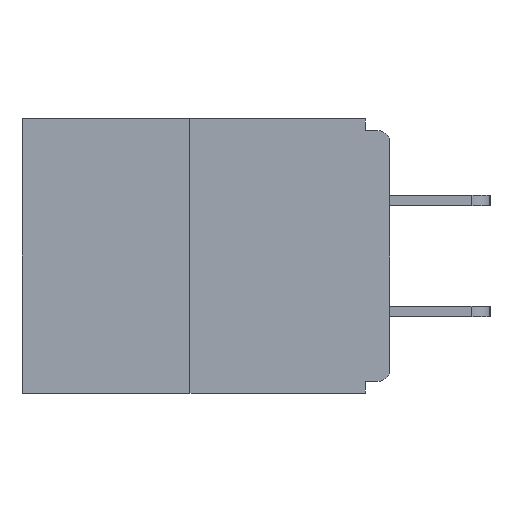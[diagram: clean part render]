
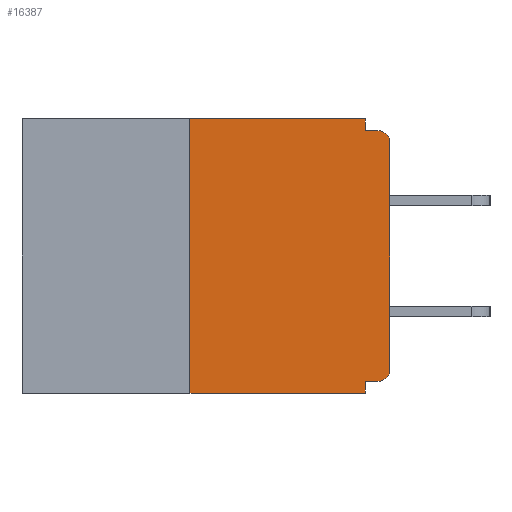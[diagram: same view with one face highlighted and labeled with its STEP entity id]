
A CAD part, left-side view. The second image highlights one B-rep face of the part: STEP entity #16387.
In plain terms, the highlighted planar face has unit normal (-1, 0, 0).
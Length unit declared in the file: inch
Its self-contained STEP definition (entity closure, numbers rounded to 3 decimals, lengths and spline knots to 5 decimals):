
#466 = ORIENTED_EDGE ( 'NONE', *, *, #569, .T. ) ;
#565 = VERTEX_POINT ( 'NONE', #19239 ) ;
#569 = EDGE_CURVE ( 'NONE', #8197, #13572, #17310, .T. ) ;
#664 = CIRCLE ( 'NONE', #7705, 0.015 ) ;
#1038 = VERTEX_POINT ( 'NONE', #8092 ) ;
#1125 = VERTEX_POINT ( 'NONE', #10313 ) ;
#1139 = DIRECTION ( 'NONE',  ( 0., 0., -1. ) ) ;
#1885 = LINE ( 'NONE', #7577, #27123 ) ;
#1932 = DIRECTION ( 'NONE',  ( 0., 0., 1. ) ) ;
#2538 = CARTESIAN_POINT ( 'NONE',  ( 0., 0.031, -0.328 ) ) ;
#3273 = DIRECTION ( 'NONE',  ( 0., -1., 0. ) ) ;
#3355 = PLANE ( 'NONE',  #5546 ) ;
#3698 = VERTEX_POINT ( 'NONE', #25946 ) ;
#3745 = CARTESIAN_POINT ( 'NONE',  ( 0., 0.46, 0. ) ) ;
#3859 = DIRECTION ( 'NONE',  ( 0., 0., -1. ) ) ;
#5546 = AXIS2_PLACEMENT_3D ( 'NONE', #3745, #21293, #10266 ) ;
#5705 = LINE ( 'NONE', #16305, #21528 ) ;
#5954 = DIRECTION ( 'NONE',  ( 0., -1., 0. ) ) ;
#5971 = CARTESIAN_POINT ( 'NONE',  ( 0., 0.031, 0. ) ) ;
#6060 = CARTESIAN_POINT ( 'NONE',  ( 0., 0.031, -0.343 ) ) ;
#6307 = CARTESIAN_POINT ( 'NONE',  ( 0., 0., 0. ) ) ;
#6688 = VECTOR ( 'NONE', #5954, 39.37008 ) ;
#7354 = VERTEX_POINT ( 'NONE', #7997 ) ;
#7577 = CARTESIAN_POINT ( 'NONE',  ( 0., 0.46, 0. ) ) ;
#7705 = AXIS2_PLACEMENT_3D ( 'NONE', #23247, #23452, #10144 ) ;
#7997 = CARTESIAN_POINT ( 'NONE',  ( 0., 0.031, -0.015 ) ) ;
#8092 = CARTESIAN_POINT ( 'NONE',  ( 0., 0.031, -0.343 ) ) ;
#8120 = CARTESIAN_POINT ( 'NONE',  ( 0., 0.25, 0. ) ) ;
#8197 = VERTEX_POINT ( 'NONE', #27870 ) ;
#8485 = VERTEX_POINT ( 'NONE', #5971 ) ;
#9265 = EDGE_CURVE ( 'NONE', #3698, #15454, #5705, .T. ) ;
#9552 = ORIENTED_EDGE ( 'NONE', *, *, #9265, .F. ) ;
#9853 = DIRECTION ( 'NONE',  ( -1., 0., 0. ) ) ;
#9873 = ORIENTED_EDGE ( 'NONE', *, *, #23130, .T. ) ;
#10144 = DIRECTION ( 'NONE',  ( 0., 0., -1. ) ) ;
#10266 = DIRECTION ( 'NONE',  ( 0., 0., -1. ) ) ;
#10313 = CARTESIAN_POINT ( 'NONE',  ( 0., 0.25, 0. ) ) ;
#10633 = EDGE_CURVE ( 'NONE', #7354, #565, #12838, .T. ) ;
#10690 = DIRECTION ( 'NONE',  ( 0., 0., -1. ) ) ;
#10748 = VECTOR ( 'NONE', #1932, 39.37008 ) ;
#11355 = DIRECTION ( 'NONE',  ( 0., -1., 0. ) ) ;
#11924 = EDGE_CURVE ( 'NONE', #8485, #7354, #28112, .T. ) ;
#12047 = VECTOR ( 'NONE', #10690, 39.37008 ) ;
#12698 = ORIENTED_EDGE ( 'NONE', *, *, #11924, .F. ) ;
#12750 = LINE ( 'NONE', #6060, #20958 ) ;
#12838 = LINE ( 'NONE', #18034, #14912 ) ;
#13572 = VERTEX_POINT ( 'NONE', #23559 ) ;
#14097 = AXIS2_PLACEMENT_3D ( 'NONE', #18549, #9853, #1139 ) ;
#14705 = CIRCLE ( 'NONE', #14097, 0.015 ) ;
#14912 = VECTOR ( 'NONE', #11355, 39.37008 ) ;
#15454 = VERTEX_POINT ( 'NONE', #2538 ) ;
#15648 = EDGE_CURVE ( 'NONE', #1125, #8485, #1885, .T. ) ;
#16305 = CARTESIAN_POINT ( 'NONE',  ( 0., 0., -0.328 ) ) ;
#16387 = ADVANCED_FACE ( 'NONE', ( #24443 ), #3355, .F. ) ;
#16753 = ORIENTED_EDGE ( 'NONE', *, *, #17182, .F. ) ;
#17182 = EDGE_CURVE ( 'NONE', #21624, #1125, #22392, .T. ) ;
#17266 = ORIENTED_EDGE ( 'NONE', *, *, #17977, .T. ) ;
#17289 = CARTESIAN_POINT ( 'NONE',  ( 0., 0.031, 0. ) ) ;
#17310 = LINE ( 'NONE', #6307, #23807 ) ;
#17977 = EDGE_CURVE ( 'NONE', #21624, #1038, #19701, .T. ) ;
#18034 = CARTESIAN_POINT ( 'NONE',  ( 0., 0., -0.015 ) ) ;
#18549 = CARTESIAN_POINT ( 'NONE',  ( 0., 0.015, -0.03 ) ) ;
#19239 = CARTESIAN_POINT ( 'NONE',  ( 0., 0.015, -0.015 ) ) ;
#19701 = LINE ( 'NONE', #23375, #6688 ) ;
#19725 = EDGE_CURVE ( 'NONE', #15454, #1038, #12750, .T. ) ;
#19748 = ORIENTED_EDGE ( 'NONE', *, *, #10633, .F. ) ;
#19994 = ORIENTED_EDGE ( 'NONE', *, *, #19725, .F. ) ;
#20667 = ORIENTED_EDGE ( 'NONE', *, *, #15648, .F. ) ;
#20958 = VECTOR ( 'NONE', #3859, 39.37008 ) ;
#21293 = DIRECTION ( 'NONE',  ( 1., 0., 0. ) ) ;
#21528 = VECTOR ( 'NONE', #27055, 39.37008 ) ;
#21624 = VERTEX_POINT ( 'NONE', #27512 ) ;
#22392 = LINE ( 'NONE', #8120, #10748 ) ;
#23024 = EDGE_CURVE ( 'NONE', #13572, #565, #14705, .T. ) ;
#23130 = EDGE_CURVE ( 'NONE', #3698, #8197, #664, .T. ) ;
#23247 = CARTESIAN_POINT ( 'NONE',  ( 0., 0.015, -0.313 ) ) ;
#23375 = CARTESIAN_POINT ( 'NONE',  ( 0., 0.46, -0.343 ) ) ;
#23433 = DIRECTION ( 'NONE',  ( 0., 0., 1. ) ) ;
#23452 = DIRECTION ( 'NONE',  ( -1., 0., 0. ) ) ;
#23559 = CARTESIAN_POINT ( 'NONE',  ( 0., 0., -0.03 ) ) ;
#23807 = VECTOR ( 'NONE', #23433, 39.37008 ) ;
#24204 = EDGE_LOOP ( 'NONE', ( #20667, #16753, #17266, #19994, #9552, #9873, #466, #24896, #19748, #12698 ) ) ;
#24443 = FACE_OUTER_BOUND ( 'NONE', #24204, .T. ) ;
#24896 = ORIENTED_EDGE ( 'NONE', *, *, #23024, .T. ) ;
#25946 = CARTESIAN_POINT ( 'NONE',  ( 0., 0.015, -0.328 ) ) ;
#27055 = DIRECTION ( 'NONE',  ( 0., 1., 0. ) ) ;
#27123 = VECTOR ( 'NONE', #3273, 39.37008 ) ;
#27512 = CARTESIAN_POINT ( 'NONE',  ( 0., 0.25, -0.343 ) ) ;
#27870 = CARTESIAN_POINT ( 'NONE',  ( 0., 0., -0.313 ) ) ;
#28112 = LINE ( 'NONE', #17289, #12047 ) ;
